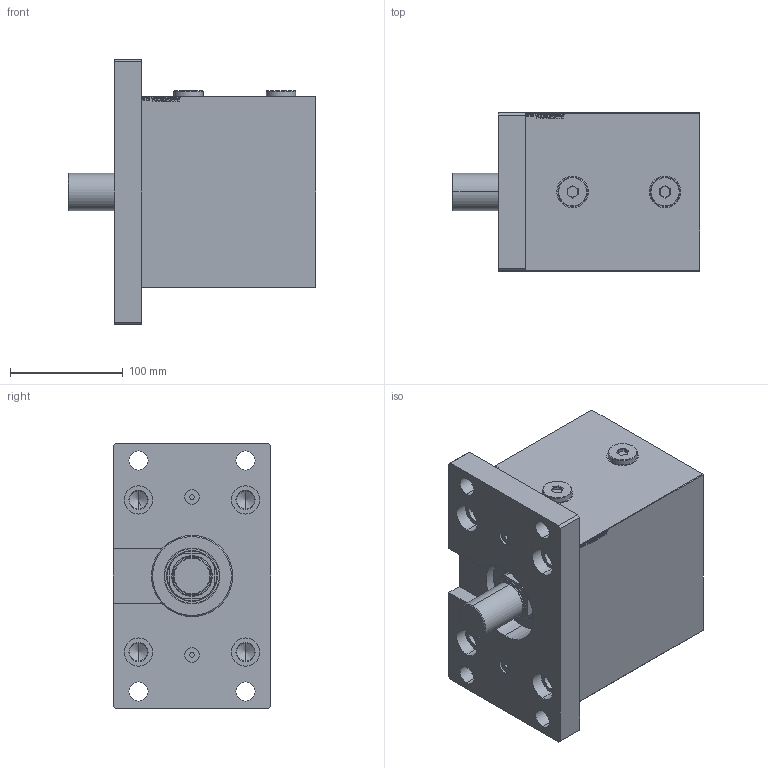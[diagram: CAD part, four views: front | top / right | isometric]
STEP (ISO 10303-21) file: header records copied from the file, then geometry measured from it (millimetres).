
FILE_DESCRIPTION (( 'STEP AP203' ), '1' );
FILE_NAME ('2b6b.STEP', '2024-02-11T08:02:46', ( '' ), ( '' ), 'SwSTEP 2.0', 'SolidWorks 2019', '' );
FILE_SCHEMA (( 'CONFIG_CONTROL_DESIGN' ));
Length unit declared in the file: millimetre
Products named in the file (7): V450CM_B_Body 3e1926a567a4e656aff0a85c861e754b; Zatka_OIL_PORT 3e1926a567a4e656aff0a85c861e754b; 2b6b; V450CM_VC_B 3e1926a567a4e656aff0a85c861e754b; V450CM_MALE_METRIC 3e1926a567a4e656aff0a85c861e754b; V450CM_B_VCP 3e1926a567a4e656aff0a85c861e754b; FLANGE 3e1926a567a4e656aff0a85c861e754b
Assembly tree (7 placements, depth 2):
  2b6b
    V450CM_B_Body 3e1926a567a4e656aff0a85c861e754b
    V450CM_B_VCP 3e1926a567a4e656aff0a85c861e754b
    V450CM_VC_B 3e1926a567a4e656aff0a85c861e754b
    V450CM_MALE_METRIC 3e1926a567a4e656aff0a85c861e754b
    FLANGE 3e1926a567a4e656aff0a85c861e754b
    Zatka_OIL_PORT 3e1926a567a4e656aff0a85c861e754b  x2
Bounding box: 220 x 140 x 235 mm (x, y, z)
Volume: 3958516.2 mm3; surface area: 374243.8 mm2
Topology: 7 solids, 7 shells, 1005 faces, 2544 edges, 1661 vertices
Faces by surface type: plane 459, bspline 380, cylinder 110, cone 54, torus 2
Entity records: 48005 total; most frequent: CARTESIAN_POINT 25883, ORIENTED_EDGE 4972, DIRECTION 3196, EDGE_CURVE 2486, VERTEX_POINT 1637, LINE 1456, VECTOR 1456, EDGE_LOOP 1143
